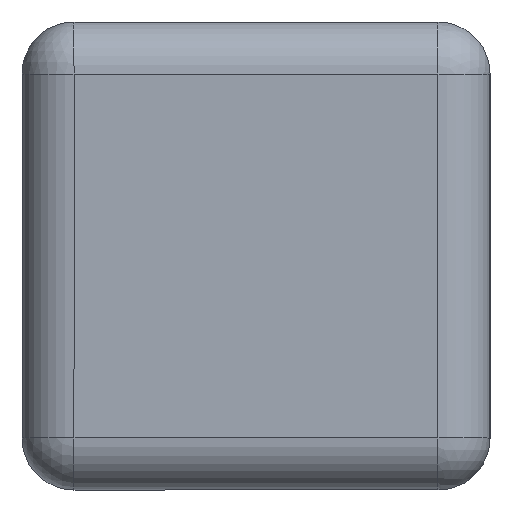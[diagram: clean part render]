
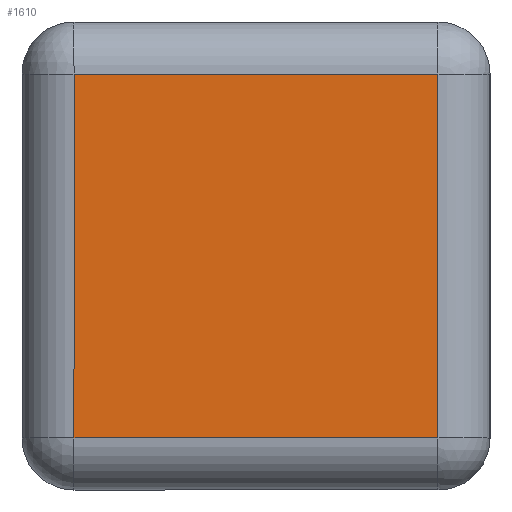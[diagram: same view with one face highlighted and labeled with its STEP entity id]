
A CAD part, left-side view. The second image highlights one B-rep face of the part: STEP entity #1610.
In plain terms, the highlighted planar face has unit normal (-1, 0, 0).
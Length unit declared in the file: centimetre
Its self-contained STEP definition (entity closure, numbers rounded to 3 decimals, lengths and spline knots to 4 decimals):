
#58 = ORIENTED_EDGE ( 'NONE', *, *, #1742, .F. ) ;
#136 = ORIENTED_EDGE ( 'NONE', *, *, #1796, .F. ) ;
#137 = ORIENTED_EDGE ( 'NONE', *, *, #1814, .F. ) ;
#141 = ORIENTED_EDGE ( 'NONE', *, *, #1727, .F. ) ;
#709 = VECTOR ( 'NONE', #2938, 100. ) ;
#738 = VECTOR ( 'NONE', #1958, 100. ) ;
#1138 = VERTEX_POINT ( 'NONE', #3341 ) ;
#1166 = VERTEX_POINT ( 'NONE', #3352 ) ;
#1375 = EDGE_LOOP ( 'NONE', ( #58, #137, #136, #141 ) ) ;
#1410 = VERTEX_POINT ( 'NONE', #3187 ) ;
#1463 = VERTEX_POINT ( 'NONE', #3090 ) ;
#1610 = ADVANCED_FACE ( 'NONE', ( #2359 ), #2374, .T. ) ;
#1727 = EDGE_CURVE ( 'NONE', #1138, #1463, #2876, .T. ) ;
#1742 = EDGE_CURVE ( 'NONE', #1166, #1138, #2985, .T. ) ;
#1796 = EDGE_CURVE ( 'NONE', #1463, #1410, #2931, .T. ) ;
#1814 = EDGE_CURVE ( 'NONE', #1410, #1166, #1960, .T. ) ;
#1958 = DIRECTION ( 'NONE',  ( 0., 0., -1. ) ) ;
#1960 = LINE ( 'NONE', #2020, #738 ) ;
#2020 = CARTESIAN_POINT ( 'NONE',  ( -0.505, -0.105, 0. ) ) ;
#2189 = DIRECTION ( 'NONE',  ( 0., 0., 1. ) ) ;
#2264 = CARTESIAN_POINT ( 'NONE',  ( -0.505, 0., 0. ) ) ;
#2359 = FACE_OUTER_BOUND ( 'NONE', #1375, .T. ) ;
#2371 = DIRECTION ( 'NONE',  ( -1., 0., 0. ) ) ;
#2374 = PLANE ( 'NONE',  #3453 ) ;
#2409 = VECTOR ( 'NONE', #2879, 100. ) ;
#2440 = VECTOR ( 'NONE', #2980, 100. ) ;
#2839 = CARTESIAN_POINT ( 'NONE',  ( -0.505, 0., 0.03 ) ) ;
#2876 = LINE ( 'NONE', #2888, #2409 ) ;
#2879 = DIRECTION ( 'NONE',  ( 0., 0., 1. ) ) ;
#2885 = CARTESIAN_POINT ( 'NONE',  ( -0.505, 0., 0.24 ) ) ;
#2888 = CARTESIAN_POINT ( 'NONE',  ( -0.505, 0.105, 0. ) ) ;
#2931 = LINE ( 'NONE', #2885, #709 ) ;
#2938 = DIRECTION ( 'NONE',  ( 0., -1., 0. ) ) ;
#2980 = DIRECTION ( 'NONE',  ( 0., 1., 0. ) ) ;
#2985 = LINE ( 'NONE', #2839, #2440 ) ;
#3090 = CARTESIAN_POINT ( 'NONE',  ( -0.505, 0.105, 0.24 ) ) ;
#3187 = CARTESIAN_POINT ( 'NONE',  ( -0.505, -0.105, 0.24 ) ) ;
#3341 = CARTESIAN_POINT ( 'NONE',  ( -0.505, 0.105, 0.03 ) ) ;
#3352 = CARTESIAN_POINT ( 'NONE',  ( -0.505, -0.105, 0.03 ) ) ;
#3453 = AXIS2_PLACEMENT_3D ( 'NONE', #2264, #2371, #2189 ) ;
